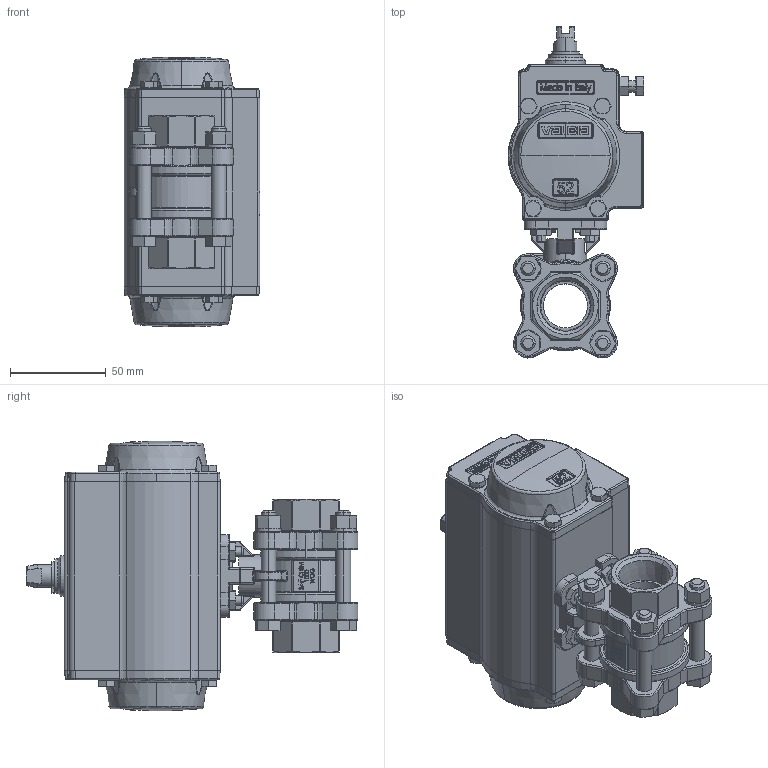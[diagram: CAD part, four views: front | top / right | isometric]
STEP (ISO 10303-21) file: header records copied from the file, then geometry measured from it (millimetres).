
FILE_DESCRIPTION (( 'STEP AP203' ), '1' );
FILE_NAME ('8700-075F_UT-0.STEP', '2017-11-20T14:15:20', ( '' ), ( '' ), 'SwSTEP 2.0', 'SolidWorks 2014', '' );
FILE_SCHEMA (( 'CONFIG_CONTROL_DESIGN' ));
Length unit declared in the file: inch
Products named in the file (1): 8700-075F_UT-0
Bounding box: 70.98 x 173.37 x 141.02 mm (x, y, z)
Surface area: 81928.5 mm2 (no closed solid volume)
Topology: 0 solids, 33 shells, 1850 faces, 5547 edges, 3589 vertices
Faces by surface type: plane 698, bspline 389, cylinder 384, cone 214, torus 120, sphere 45
Entity records: 90937 total; most frequent: CARTESIAN_POINT 46026, ORIENTED_EDGE 9584, DIRECTION 8056, EDGE_CURVE 5521, VERTEX_POINT 3589, AXIS2_PLACEMENT_3D 2839, LINE 2378, VECTOR 2378
